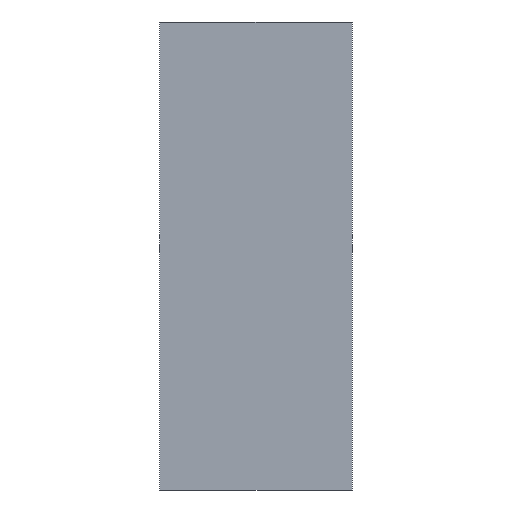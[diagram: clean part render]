
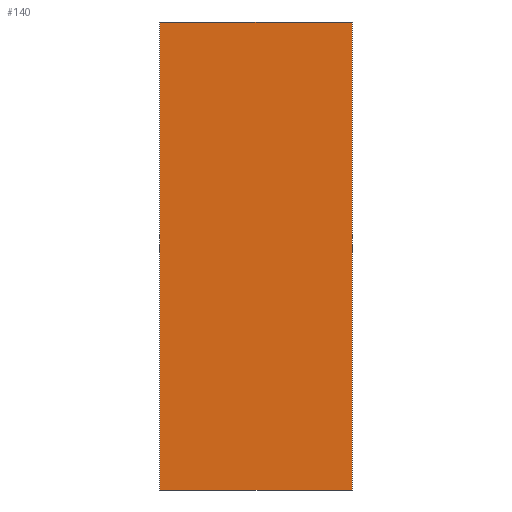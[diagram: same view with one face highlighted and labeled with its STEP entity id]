
A CAD part, left-side view. The second image highlights one B-rep face of the part: STEP entity #140.
In plain terms, the highlighted planar face has unit normal (-1, 0, 0).
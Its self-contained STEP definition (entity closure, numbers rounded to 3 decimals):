
#19 = DIRECTION ( 'NONE',  ( 0., 1., 0. ) ) ;
#20 = VERTEX_POINT ( 'NONE', #59 ) ;
#26 = LINE ( 'NONE', #33, #201 ) ;
#33 = CARTESIAN_POINT ( 'NONE',  ( 0., -20., -48.5 ) ) ;
#36 = ORIENTED_EDGE ( 'NONE', *, *, #89, .F. ) ;
#37 = ORIENTED_EDGE ( 'NONE', *, *, #131, .F. ) ;
#44 = VERTEX_POINT ( 'NONE', #107 ) ;
#46 = ORIENTED_EDGE ( 'NONE', *, *, #155, .F. ) ;
#47 = DIRECTION ( 'NONE',  ( 0., 0., -1. ) ) ;
#48 = DIRECTION ( 'NONE',  ( 1., 0., 0. ) ) ;
#49 = VERTEX_POINT ( 'NONE', #183 ) ;
#51 = VECTOR ( 'NONE', #180, 1000. ) ;
#52 = PLANE ( 'NONE',  #174 ) ;
#59 = CARTESIAN_POINT ( 'NONE',  ( 0., 20., 48.5 ) ) ;
#74 = ORIENTED_EDGE ( 'NONE', *, *, #99, .F. ) ;
#77 = CARTESIAN_POINT ( 'NONE',  ( 0., -20., -48.5 ) ) ;
#89 = EDGE_CURVE ( 'NONE', #20, #49, #146, .T. ) ;
#99 = EDGE_CURVE ( 'NONE', #108, #44, #101, .T. ) ;
#101 = LINE ( 'NONE', #77, #192 ) ;
#104 = FACE_OUTER_BOUND ( 'NONE', #161, .T. ) ;
#107 = CARTESIAN_POINT ( 'NONE',  ( 0., 20., -48.5 ) ) ;
#108 = VERTEX_POINT ( 'NONE', #159 ) ;
#121 = VECTOR ( 'NONE', #156, 1000. ) ;
#131 = EDGE_CURVE ( 'NONE', #44, #20, #168, .T. ) ;
#140 = ADVANCED_FACE ( 'NONE', ( #104 ), #52, .F. ) ;
#146 = LINE ( 'NONE', #181, #51 ) ;
#147 = CARTESIAN_POINT ( 'NONE',  ( 0., 20., -48.5 ) ) ;
#149 = DIRECTION ( 'NONE',  ( 0., 0., -1. ) ) ;
#155 = EDGE_CURVE ( 'NONE', #49, #108, #26, .T. ) ;
#156 = DIRECTION ( 'NONE',  ( 0., 0., 1. ) ) ;
#159 = CARTESIAN_POINT ( 'NONE',  ( 0., -20., -48.5 ) ) ;
#161 = EDGE_LOOP ( 'NONE', ( #36, #37, #74, #46 ) ) ;
#168 = LINE ( 'NONE', #147, #121 ) ;
#169 = CARTESIAN_POINT ( 'NONE',  ( 0., 0., 0. ) ) ;
#174 = AXIS2_PLACEMENT_3D ( 'NONE', #169, #48, #47 ) ;
#180 = DIRECTION ( 'NONE',  ( 0., -1., 0. ) ) ;
#181 = CARTESIAN_POINT ( 'NONE',  ( 0., -20., 48.5 ) ) ;
#183 = CARTESIAN_POINT ( 'NONE',  ( 0., -20., 48.5 ) ) ;
#192 = VECTOR ( 'NONE', #19, 1000. ) ;
#201 = VECTOR ( 'NONE', #149, 1000. ) ;
